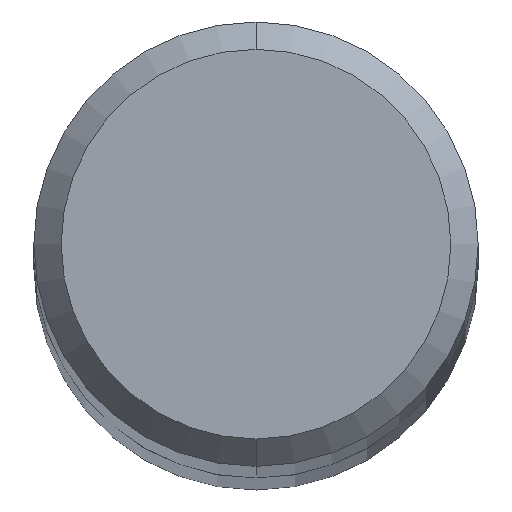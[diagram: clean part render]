
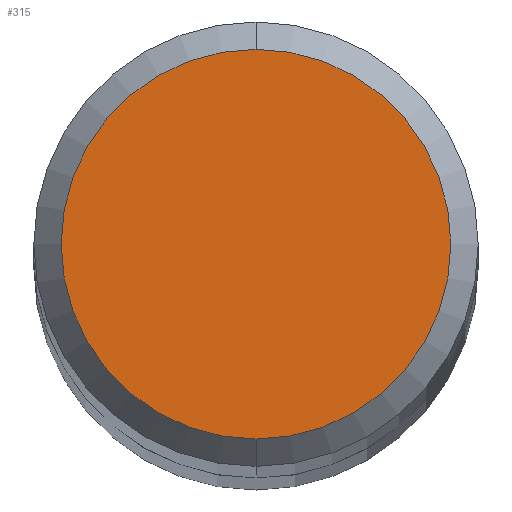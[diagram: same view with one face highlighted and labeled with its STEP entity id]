
A CAD part, top view. The second image highlights one B-rep face of the part: STEP entity #315.
In plain terms, the highlighted planar face has unit normal (0, 0, 1).
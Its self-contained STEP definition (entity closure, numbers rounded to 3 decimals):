
#251=VERTEX_POINT('',#535);
#263=EDGE_CURVE('',#251,#279,#548,.T.);
#279=VERTEX_POINT('',#567);
#315=ADVANCED_FACE('',(#607),#608,.T.);
#369=EDGE_CURVE('',#279,#251,#666,.T.);
#535=CARTESIAN_POINT('',(0.,-2.85,0.0));
#548=CIRCLE('',#1010,2.85);
#567=CARTESIAN_POINT('',(0.0,2.85,0.0));
#607=FACE_OUTER_BOUND('',#1110,.T.);
#608=PLANE('',#1111);
#666=CIRCLE('',#1218,2.85);
#1010=AXIS2_PLACEMENT_3D('',#1433,#1434,#1435);
#1110=EDGE_LOOP('',(#1511,#1512));
#1111=AXIS2_PLACEMENT_3D('',#1513,#1514,#1515);
#1218=AXIS2_PLACEMENT_3D('',#1575,#1576,#1577);
#1433=CARTESIAN_POINT('',(0.0,0.0,0.0));
#1434=DIRECTION('',(0.0,0.0,-1.0));
#1435=DIRECTION('',(0.0,1.0,0.0));
#1511=ORIENTED_EDGE('',*,*,#369,.F.);
#1512=ORIENTED_EDGE('',*,*,#263,.F.);
#1513=CARTESIAN_POINT('',(0.0,1.425,0.0));
#1514=DIRECTION('',(-0.0,0.0,1.0));
#1515=DIRECTION('',(0.0,-1.0,0.0));
#1575=CARTESIAN_POINT('',(0.0,0.0,0.0));
#1576=DIRECTION('',(0.0,0.0,-1.0));
#1577=DIRECTION('',(0.0,1.0,0.0));
